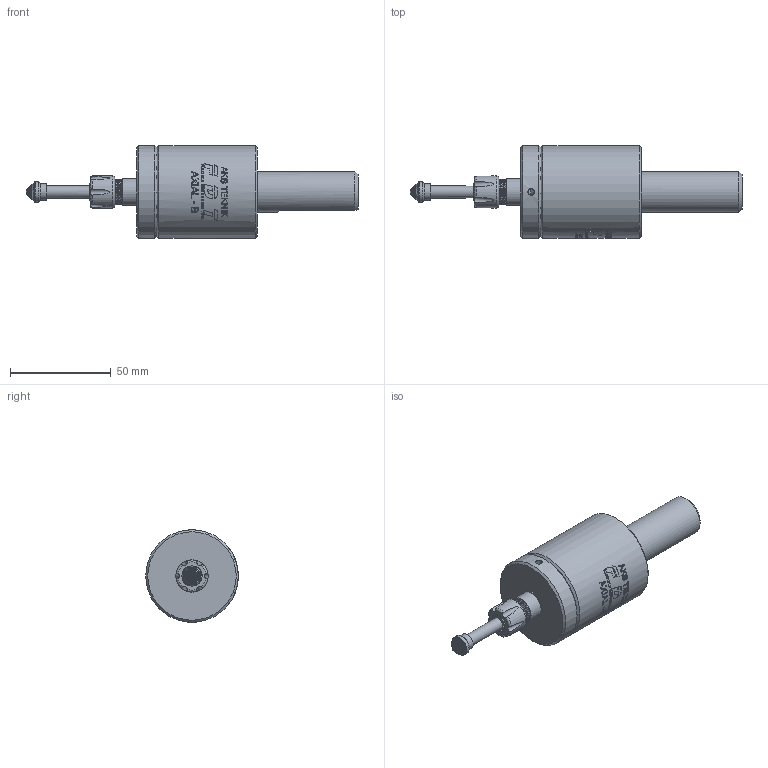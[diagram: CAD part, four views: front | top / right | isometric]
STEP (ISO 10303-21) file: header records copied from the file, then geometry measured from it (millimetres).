
FILE_DESCRIPTION(/* description */ (''),/* implementation_level */ '2;1');
FILE_NAME(/* name */ 'FDT AXIAL-B-step.step',/* time_stamp */ '2026-03-15T16:54:01+03:00',/* author */ (''),/* organization */ (''),/* preprocessor_version */ 'ST-DEVELOPER v20.1',/* originating_system */ 'Autodesk Translation Framework v14.24.0.0',/* authorisation */ '');
FILE_SCHEMA (('AUTOMOTIVE_DESIGN { 1 0 10303 214 3 1 1 }'));
Products named in the file (1): FDT AXIAL-B-step
Bounding box: 165.1 x 46 x 46 mm (x, y, z)
Volume: 112446 mm3; surface area: 33879.9 mm2
Topology: 1 solids, 4 shells, 1302 faces, 3693 edges, 2410 vertices
Faces by surface type: plane 509, bspline 360, cylinder 281, cone 136, torus 16
Full cylindrical faces by diameter (mm): 3 x2, 3.091 x5, 3.332 x8, 4.701 x23, 5.035 x14, 6 x8, 6.147 x6, 7 x1, 8 x2, 10 x2, 11 x2, 11.5 x2, 12.044 x6, 12.908 x5, 13.3 x1, 14 x2, 15 x1, 15.1 x1, 16 x1, 20 x1, 20.1 x1, 26 x1, 27.65 x1, 27.75 x1, 28.15 x1, 38.132 x2, 40.208 x1, 40.5 x1, 46 x2
Entity records: 71647 total; most frequent: CARTESIAN_POINT 40939, ORIENTED_EDGE 7390, DIRECTION 5019, EDGE_CURVE 3695, VERTEX_POINT 2408, AXIS2_PLACEMENT_3D 1758, LINE 1503, VECTOR 1503
